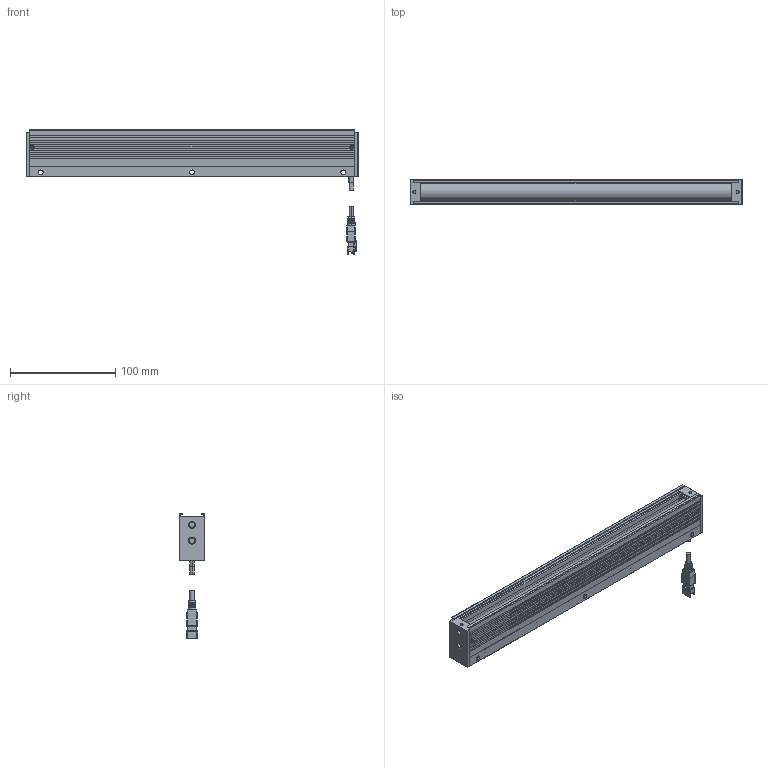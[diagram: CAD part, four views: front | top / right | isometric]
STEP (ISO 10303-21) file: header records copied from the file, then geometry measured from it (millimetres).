
FILE_DESCRIPTION(('STEP AP214'),'1');
FILE_NAME('LV-XLSD300W-24V.stp','2022-12-20T07:58:43',(' '),(' '),'Spatial InterOp 3D',' ',' ');
FILE_SCHEMA(('AUTOMOTIVE_DESIGN { 1 0 10303 214 1 1 1 1 }'));
Length unit declared in the file: metre
Products named in the file (3): LV-XLSD300W-24V; Component1; Component2
Assembly tree (2 placements, depth 2):
  LV-XLSD300W-24V
    Component1
    Component2
Bounding box: 316 x 24.5 x 119.42 mm (x, y, z)
Volume: 248147.7 mm3; surface area: 112618.7 mm2
Topology: 2 solids, 2 shells, 997 faces, 2753 edges, 1766 vertices
Faces by surface type: plane 674, cylinder 285, cone 22, sphere 8, torus 4, bspline 4
Entity records: 32670 total; most frequent: CARTESIAN_POINT 6637, ORIENTED_EDGE 5490, DIRECTION 5391, EDGE_CURVE 2745, LINE 2031, VECTOR 2031, VERTEX_POINT 1766, AXIS2_PLACEMENT_3D 1680
